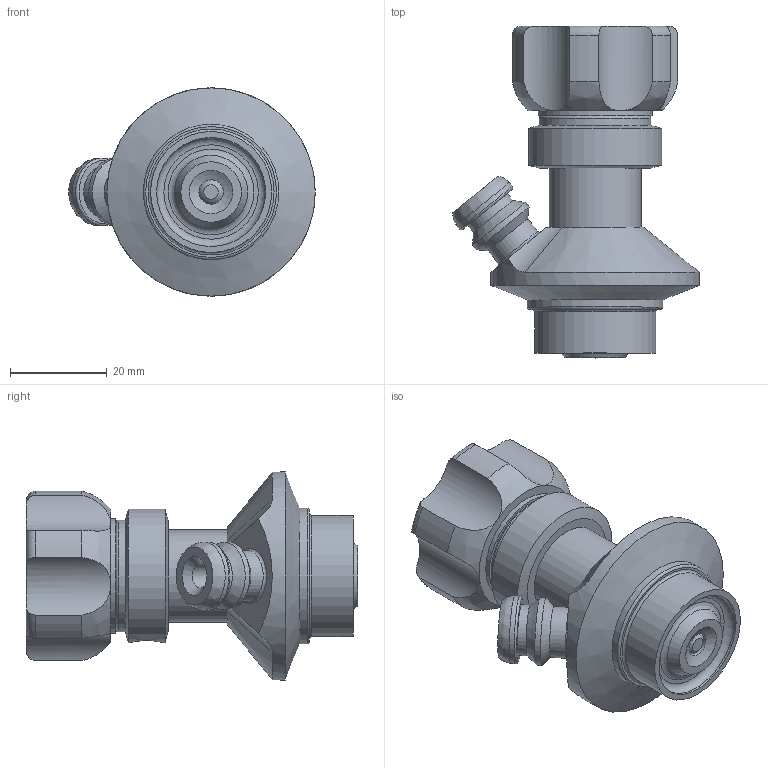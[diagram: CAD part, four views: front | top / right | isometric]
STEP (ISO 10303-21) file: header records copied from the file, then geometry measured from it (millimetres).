
FILE_DESCRIPTION(/* description */ ('This is a sample STEP configuration'),/* implementation_level */ '2;1');
FILE_NAME(/* name */ '451141.stp',/* time_stamp */ '2020-10-08T11:58:19+02:00',/* author */ ('powerJobs'),/* organization */ ('coolOrange'),/* preprocessor_version */ 'ST-DEVELOPER v18',/* originating_system */ 'Autodesk Inventor 2020',/* authorisation */ '');
FILE_SCHEMA (('AUTOMOTIVE_DESIGN { 1 0 10303 214 3 1 1 }'));
Length unit declared in the file: millimetre
Products named in the file (1): 451141
Bounding box: 50.89 x 68.5 x 43 mm (x, y, z)
Volume: 42665.1 mm3; surface area: 12905.3 mm2
Topology: 1 solids, 5 shells, 121 faces, 333 edges, 236 vertices
Faces by surface type: cylinder 48, plane 27, cone 18, torus 17, bspline 9, sphere 2
Full cylindrical faces by diameter (mm): 5 x2, 6.05 x1, 10.5 x2, 14 x4, 16.191 x3, 16.5 x2, 18.5 x1, 18.6 x2, 19 x1, 19.6 x1, 20 x1, 20.6 x1, 22.5 x1, 23 x1, 23.6 x1, 25 x1, 27.5 x1, 28 x1, 43 x1
Entity records: 4785 total; most frequent: CARTESIAN_POINT 1356, DIRECTION 739, ORIENTED_EDGE 666, EDGE_CURVE 333, AXIS2_PLACEMENT_3D 331, VERTEX_POINT 236, CIRCLE 209, EDGE_LOOP 143
